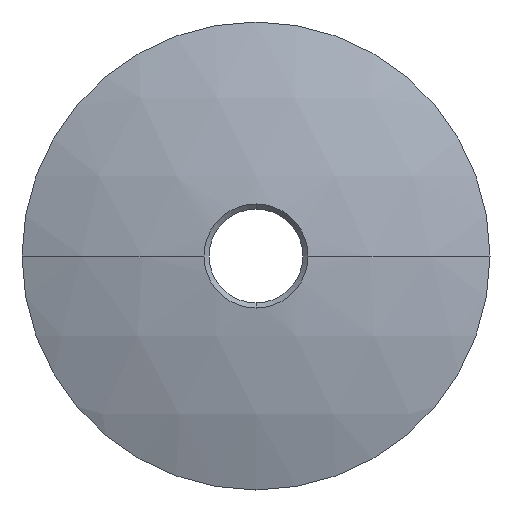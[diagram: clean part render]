
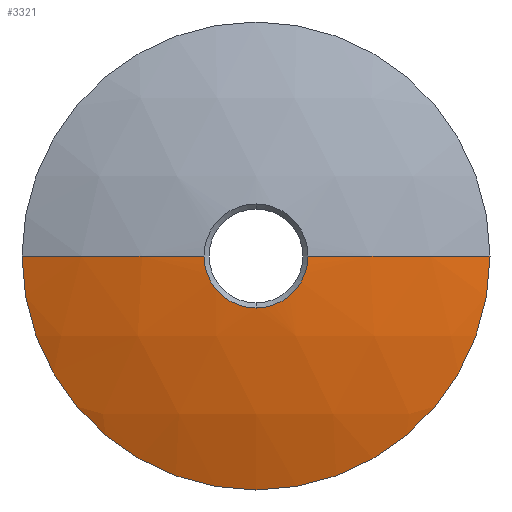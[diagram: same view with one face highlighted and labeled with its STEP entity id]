
A CAD part, left-side view. The second image highlights one B-rep face of the part: STEP entity #3321.
In plain terms, the highlighted spherical face has radius 58.18 mm.
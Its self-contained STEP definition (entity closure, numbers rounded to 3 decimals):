
#30 = EDGE_LOOP ( 'NONE', ( #3219, #718, #625, #3536, #3386 ) ) ;
#84 = CARTESIAN_POINT ( 'NONE',  ( 39.18, 0., 0. ) ) ;
#123 = EDGE_CURVE ( 'NONE', #3437, #1984, #3433, .T. ) ;
#331 = CARTESIAN_POINT ( 'NONE',  ( -15., 21.2, 0. ) ) ;
#382 = DIRECTION ( 'NONE',  ( 0., 1., 0. ) ) ;
#533 = DIRECTION ( 'NONE',  ( 0., -1., 0. ) ) ;
#548 = DIRECTION ( 'NONE',  ( 0., 0., -1. ) ) ;
#625 = ORIENTED_EDGE ( 'NONE', *, *, #3478, .T. ) ;
#666 = AXIS2_PLACEMENT_3D ( 'NONE', #1319, #3532, #2764 ) ;
#718 = ORIENTED_EDGE ( 'NONE', *, *, #2641, .T. ) ;
#902 = AXIS2_PLACEMENT_3D ( 'NONE', #84, #3198, #2058 ) ;
#983 = DIRECTION ( 'NONE',  ( 0., 0., -1. ) ) ;
#1104 = VERTEX_POINT ( 'NONE', #2943 ) ;
#1159 = DIRECTION ( 'NONE',  ( 1., 0., 0. ) ) ;
#1319 = CARTESIAN_POINT ( 'NONE',  ( 39.18, 0., 0. ) ) ;
#1524 = CARTESIAN_POINT ( 'NONE',  ( 39.18, 0., 0. ) ) ;
#1754 = DIRECTION ( 'NONE',  ( 1., 0., 0. ) ) ;
#1845 = VERTEX_POINT ( 'NONE', #1871 ) ;
#1871 = CARTESIAN_POINT ( 'NONE',  ( -18.809, -4.714, 0. ) ) ;
#1908 = SPHERICAL_SURFACE ( 'NONE', #666, 58.18 ) ;
#1914 = CIRCLE ( 'NONE', #2039, 4.714 ) ;
#1932 = FACE_OUTER_BOUND ( 'NONE', #30, .T. ) ;
#1984 = VERTEX_POINT ( 'NONE', #3540 ) ;
#2039 = AXIS2_PLACEMENT_3D ( 'NONE', #2567, #1754, #2256 ) ;
#2058 = DIRECTION ( 'NONE',  ( 1., 0., 0. ) ) ;
#2256 = DIRECTION ( 'NONE',  ( 0., 0., -1. ) ) ;
#2324 = CIRCLE ( 'NONE', #2376, 4.714 ) ;
#2333 = AXIS2_PLACEMENT_3D ( 'NONE', #3590, #3320, #533 ) ;
#2376 = AXIS2_PLACEMENT_3D ( 'NONE', #2577, #1159, #548 ) ;
#2420 = EDGE_CURVE ( 'NONE', #3437, #1104, #2509, .T. ) ;
#2482 = VERTEX_POINT ( 'NONE', #3413 ) ;
#2509 = CIRCLE ( 'NONE', #2333, 21.2 ) ;
#2567 = CARTESIAN_POINT ( 'NONE',  ( -18.809, 0., 0. ) ) ;
#2577 = CARTESIAN_POINT ( 'NONE',  ( -18.809, 0., 0. ) ) ;
#2641 = EDGE_CURVE ( 'NONE', #1104, #1845, #3452, .T. ) ;
#2764 = DIRECTION ( 'NONE',  ( 0., 1., 0. ) ) ;
#2943 = CARTESIAN_POINT ( 'NONE',  ( -15., -21.2, 0. ) ) ;
#2954 = EDGE_CURVE ( 'NONE', #2482, #1984, #1914, .T. ) ;
#2971 = AXIS2_PLACEMENT_3D ( 'NONE', #1524, #983, #382 ) ;
#3198 = DIRECTION ( 'NONE',  ( 0., 0., 1. ) ) ;
#3219 = ORIENTED_EDGE ( 'NONE', *, *, #2420, .T. ) ;
#3320 = DIRECTION ( 'NONE',  ( -1., 0., 0. ) ) ;
#3321 = ADVANCED_FACE ( 'NONE', ( #1932 ), #1908, .T. ) ;
#3386 = ORIENTED_EDGE ( 'NONE', *, *, #123, .F. ) ;
#3413 = CARTESIAN_POINT ( 'NONE',  ( -18.809, 0., -4.714 ) ) ;
#3433 = CIRCLE ( 'NONE', #902, 58.18 ) ;
#3437 = VERTEX_POINT ( 'NONE', #331 ) ;
#3452 = CIRCLE ( 'NONE', #2971, 58.18 ) ;
#3478 = EDGE_CURVE ( 'NONE', #1845, #2482, #2324, .T. ) ;
#3532 = DIRECTION ( 'NONE',  ( 0., 0., -1. ) ) ;
#3536 = ORIENTED_EDGE ( 'NONE', *, *, #2954, .T. ) ;
#3540 = CARTESIAN_POINT ( 'NONE',  ( -18.809, 4.714, 0. ) ) ;
#3590 = CARTESIAN_POINT ( 'NONE',  ( -15., 0., 0. ) ) ;
